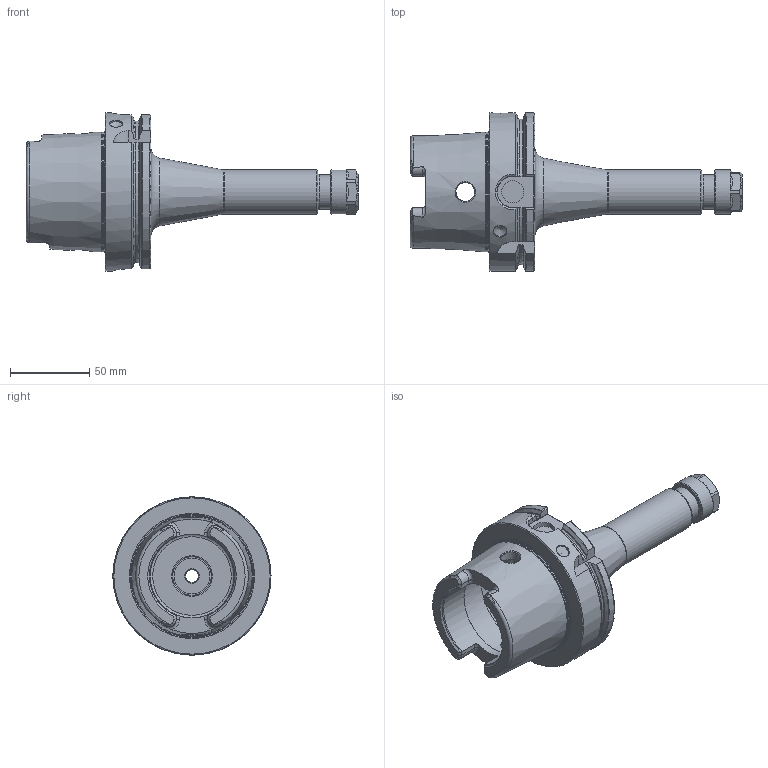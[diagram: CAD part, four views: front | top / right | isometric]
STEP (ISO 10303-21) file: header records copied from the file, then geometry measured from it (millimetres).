
FILE_DESCRIPTION(/* description */ (''),/* implementation_level */ '2;1');
FILE_NAME(/* name */ 'HSK100A-ER16H-160 v2.step',/* time_stamp */ '2022-01-05T12:33:47-06:00',/* author */ (''),/* organization */ (''),/* preprocessor_version */ 'ST-DEVELOPER v18.1',/* originating_system */ 'Autodesk Translation Framework v10.10.0.1391',/* authorisation */ '');
FILE_SCHEMA (('AUTOMOTIVE_DESIGN { 1 0 10303 214 3 1 1 }'));
Length unit declared in the file: millimetre
Products named in the file (2): HSK100A-ER16H-160; NUT ERN16H
Assembly tree (1 placements, depth 2):
  HSK100A-ER16H-160
    NUT ERN16H
Bounding box: 210 x 100 x 100 mm (x, y, z)
Volume: 340605.3 mm3; surface area: 67249.3 mm2
Topology: 2 solids, 2 shells, 216 faces, 564 edges, 363 vertices
Faces by surface type: plane 80, cylinder 43, cone 42, torus 35, bspline 16
Full cylindrical faces by diameter (mm): 8 x1, 8.5 x1, 10 x1, 10.5 x1, 12 x2, 12.5 x1, 12.552 x1, 14 x1, 14.64 x1, 18.5 x1, 20.5 x1, 22 x1, 22.5 x1, 23.56 x1, 24.4 x1, 25 x1, 28 x2, 53 x2, 63 x1, 75.615 x1, 100 x1
Entity records: 10943 total; most frequent: CARTESIAN_POINT 5742, ORIENTED_EDGE 1126, DIRECTION 1031, EDGE_CURVE 563, AXIS2_PLACEMENT_3D 416, VERTEX_POINT 363, EDGE_LOOP 236, FACE_OUTER_BOUND 216
